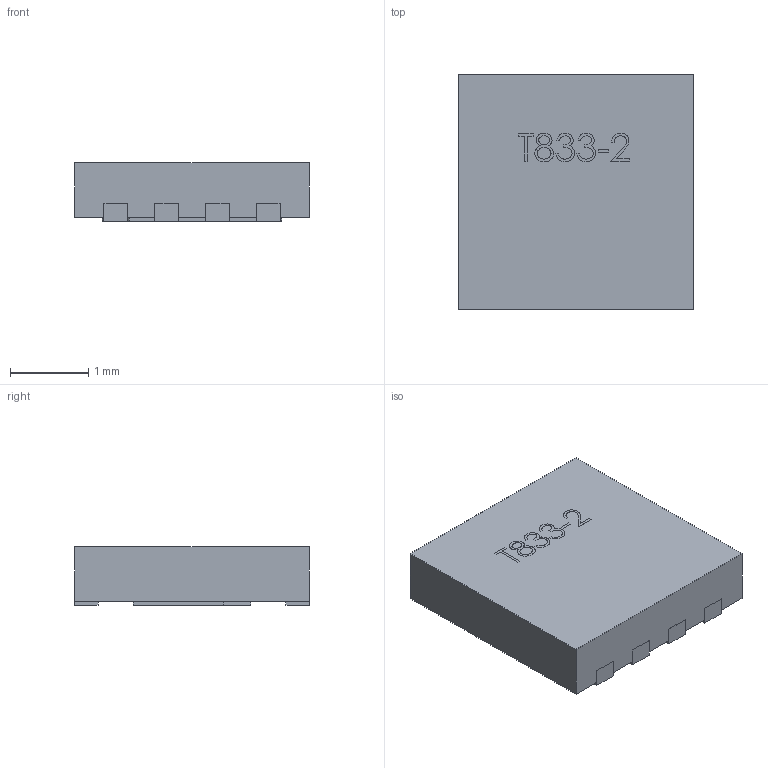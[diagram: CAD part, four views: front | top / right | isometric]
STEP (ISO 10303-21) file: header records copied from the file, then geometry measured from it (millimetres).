
FILE_DESCRIPTION(('FreeCAD Model'),'2;1');
FILE_NAME('User Library-TDFN 8.step', '2017-03-08T15:50:15',('kicad StepUp'),('ksu MCAD'), 'Open CASCADE STEP processor 6.8','FreeCAD','Unknown');
FILE_SCHEMA(('AUTOMOTIVE_DESIGN_CC2 { 1 2 10303 214 -1 1 5 4 }'));
Length unit declared in the file: millimetre
Products named in the file (2): ASSEMBLY; User_Library-TDFN_8
Assembly tree (1 placements, depth 2):
  ASSEMBLY
    User_Library-TDFN_8
Bounding box: 3 x 3 x 0.75 mm (x, y, z)
Volume: 6.5 mm3; surface area: 27.3 mm2
Topology: 1 solids, 1 shells, 143 faces, 396 edges, 264 vertices
Faces by surface type: plane 92, bspline 51
Entity records: 8164 total; most frequent: CARTESIAN_POINT 3824, ORIENTED_EDGE 792, DIRECTION 482, EDGE_CURVE 396, LINE 294, VECTOR 294, VERTEX_POINT 264, FACE_BOUND 152
